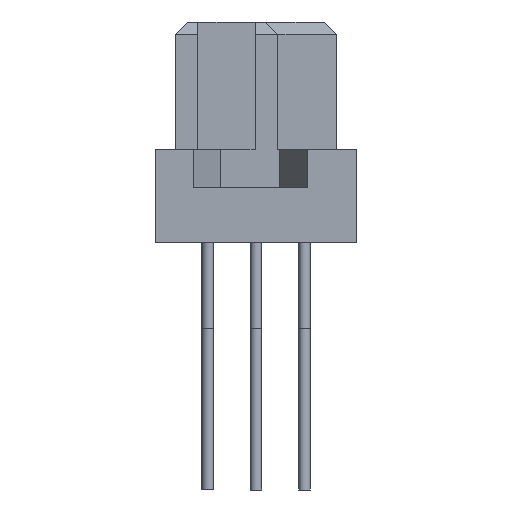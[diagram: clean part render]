
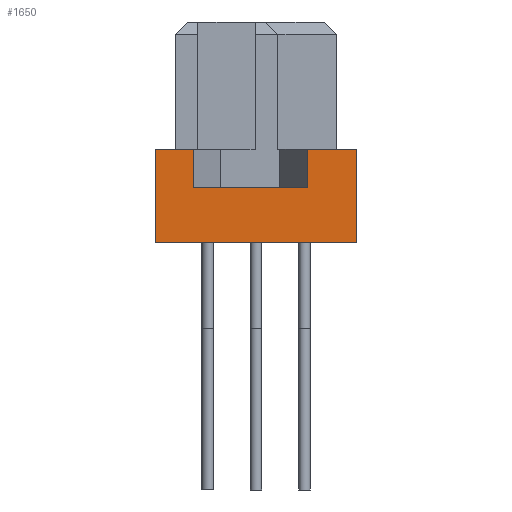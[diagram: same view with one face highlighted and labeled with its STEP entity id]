
A CAD part, front view. The second image highlights one B-rep face of the part: STEP entity #1650.
In plain terms, the highlighted planar face has unit normal (0, -1, 0).
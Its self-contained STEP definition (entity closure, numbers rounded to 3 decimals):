
#177=LINE('',#2626,#367);
#180=LINE('',#2631,#370);
#182=LINE('',#2635,#372);
#185=LINE('',#2640,#375);
#187=LINE('',#2644,#377);
#189=LINE('',#2648,#379);
#190=LINE('',#2651,#380);
#191=LINE('',#2652,#381);
#367=VECTOR('',#2145,4.9);
#370=VECTOR('',#2150,10.6);
#372=VECTOR('',#2154,4.9);
#375=VECTOR('',#2159,2.6);
#377=VECTOR('',#2163,2.);
#379=VECTOR('',#2167,6.);
#380=VECTOR('',#2170,2.);
#381=VECTOR('',#2171,2.);
#489=PLANE('',#1776);
#608=FACE_OUTER_BOUND('',#721,.T.);
#721=EDGE_LOOP('',(#1446,#1447,#1448,#1449,#1450,#1451,#1452,#1453));
#902=VERTEX_POINT('',#2624);
#903=VERTEX_POINT('',#2625);
#904=VERTEX_POINT('',#2630);
#905=VERTEX_POINT('',#2634);
#906=VERTEX_POINT('',#2638);
#907=VERTEX_POINT('',#2642);
#908=VERTEX_POINT('',#2646);
#909=VERTEX_POINT('',#2650);
#1099=EDGE_CURVE('',#902,#903,#177,.T.);
#1102=EDGE_CURVE('',#904,#902,#180,.T.);
#1104=EDGE_CURVE('',#905,#904,#182,.T.);
#1107=EDGE_CURVE('',#906,#905,#185,.T.);
#1109=EDGE_CURVE('',#906,#907,#187,.T.);
#1111=EDGE_CURVE('',#907,#908,#189,.T.);
#1112=EDGE_CURVE('',#908,#909,#190,.T.);
#1113=EDGE_CURVE('',#903,#909,#191,.T.);
#1446=ORIENTED_EDGE('',*,*,#1111,.T.);
#1447=ORIENTED_EDGE('',*,*,#1112,.T.);
#1448=ORIENTED_EDGE('',*,*,#1113,.F.);
#1449=ORIENTED_EDGE('',*,*,#1099,.F.);
#1450=ORIENTED_EDGE('',*,*,#1102,.F.);
#1451=ORIENTED_EDGE('',*,*,#1104,.F.);
#1452=ORIENTED_EDGE('',*,*,#1107,.F.);
#1453=ORIENTED_EDGE('',*,*,#1109,.T.);
#1650=ADVANCED_FACE('',(#608),#489,.T.);
#1776=AXIS2_PLACEMENT_3D('',#2649,#2168,#2169);
#2145=DIRECTION('',(0.,0.,1.));
#2150=DIRECTION('',(-1.,0.,0.));
#2154=DIRECTION('',(0.,0.,-1.));
#2159=DIRECTION('',(1.,0.,0.));
#2163=DIRECTION('',(0.,0.,-1.));
#2167=DIRECTION('',(-1.,0.,0.));
#2168=DIRECTION('center_axis',(0.,-1.,0.));
#2169=DIRECTION('ref_axis',(-1.,0.,0.));
#2170=DIRECTION('',(0.,0.,1.));
#2171=DIRECTION('',(1.,0.,0.));
#2624=CARTESIAN_POINT('',(-2.76,-86.87,0.));
#2625=CARTESIAN_POINT('',(-2.76,-86.87,4.9));
#2626=CARTESIAN_POINT('',(-2.76,-86.87,0.));
#2630=CARTESIAN_POINT('',(7.84,-86.87,0.));
#2631=CARTESIAN_POINT('',(7.84,-86.87,0.));
#2634=CARTESIAN_POINT('',(7.84,-86.87,4.9));
#2635=CARTESIAN_POINT('',(7.84,-86.87,4.9));
#2638=CARTESIAN_POINT('',(5.24,-86.87,4.9));
#2640=CARTESIAN_POINT('',(5.24,-86.87,4.9));
#2642=CARTESIAN_POINT('',(5.24,-86.87,2.9));
#2644=CARTESIAN_POINT('',(5.24,-86.87,4.9));
#2646=CARTESIAN_POINT('',(-0.76,-86.87,2.9));
#2648=CARTESIAN_POINT('',(5.24,-86.87,2.9));
#2649=CARTESIAN_POINT('Origin',(8.37,-86.87,5.628));
#2650=CARTESIAN_POINT('',(-0.76,-86.87,4.9));
#2651=CARTESIAN_POINT('',(-0.76,-86.87,2.9));
#2652=CARTESIAN_POINT('',(-2.76,-86.87,4.9));
